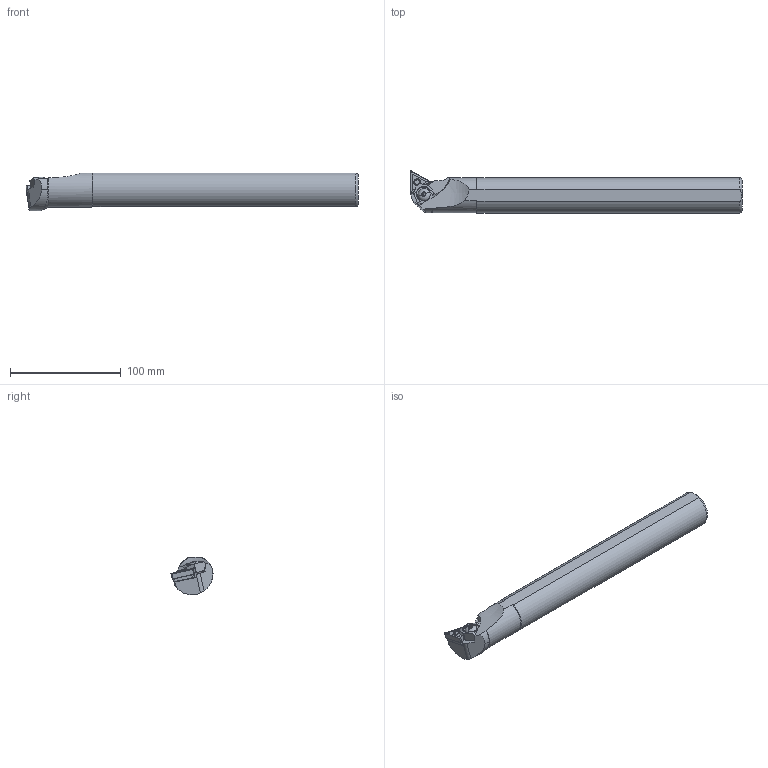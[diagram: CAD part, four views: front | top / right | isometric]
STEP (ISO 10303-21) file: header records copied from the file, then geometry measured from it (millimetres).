
FILE_DESCRIPTION (( 'STEP AP214' ), '1' );
FILE_NAME ('S32T-MTFNL-22-LIGHT.STP', '2023-10-23T10:00:15', ( '' ), ( '' ), 'SwSTEP 2.0', 'SolidWorks 2018', '' );
FILE_SCHEMA (( 'AUTOMOTIVE_DESIGN' ));
Length unit declared in the file: millimetre
Products named in the file (1): S32T-MTFNL-22-LIGHT
Bounding box: 300 x 38 x 33.75 mm (x, y, z)
Volume: 226813.5 mm3; surface area: 32865.6 mm2
Topology: 2 solids, 2 shells, 231 faces, 578 edges, 352 vertices
Faces by surface type: plane 100, cylinder 54, cone 42, torus 22, bspline 11, sphere 2
Entity records: 9341 total; most frequent: CARTESIAN_POINT 3019, ORIENTED_EDGE 1140, DIRECTION 1057, EDGE_CURVE 570, AXIS2_PLACEMENT_3D 386, VERTEX_POINT 352, VECTOR 285, LINE 285
